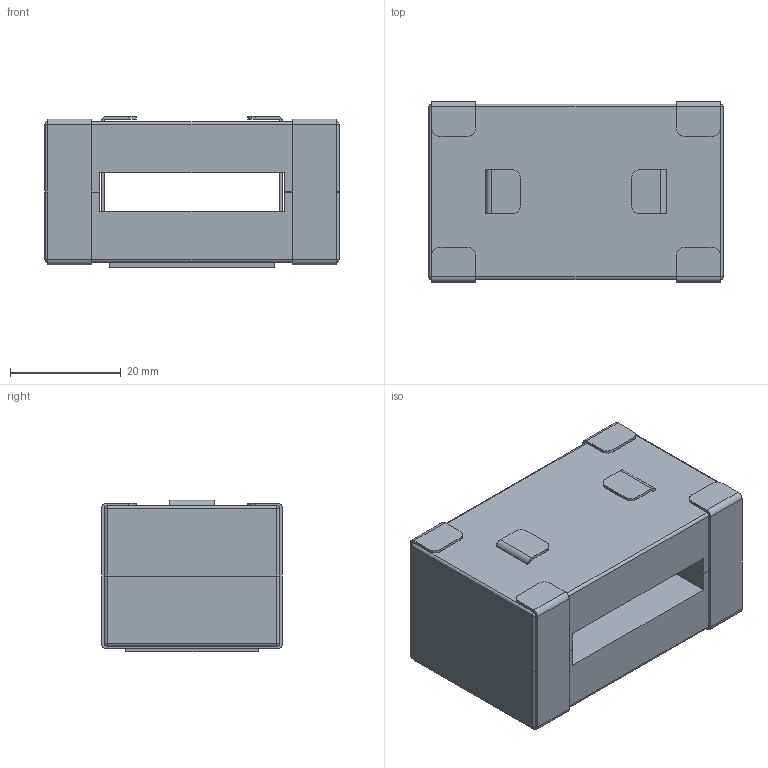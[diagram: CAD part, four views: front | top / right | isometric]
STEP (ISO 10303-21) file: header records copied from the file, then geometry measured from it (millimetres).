
FILE_DESCRIPTION( ( 'Unknown' ), '1' );
FILE_NAME( '7427259.stp', 'Unknown', ( 'Unknown' ), ( 'Unknown' ), 'XStep 1.0', 'Unknown', ' ' );
FILE_SCHEMA( ( 'automotive_design' ) );
Length unit declared in the file: millimetre
Products named in the file (4): Assem1; Ferrit; 74277006_f黵 Konstruktion; adhesive tape
Bounding box: 53.2 x 32.7 x 27.4 mm (x, y, z)
Surface area: 24349.2 mm2
Topology: 8 solids, 8 shells, 156 faces, 396 edges, 244 vertices
Faces by surface type: plane 84, cylinder 60, sphere 12
Entity records: 1869 total; most frequent: DIRECTION 292, CARTESIAN_POINT 276, ORIENTED_EDGE 264, EDGE_CURVE 132, AXIS2_PLACEMENT_3D 100, LINE 92, VECTOR 92, VERTEX_POINT 84
